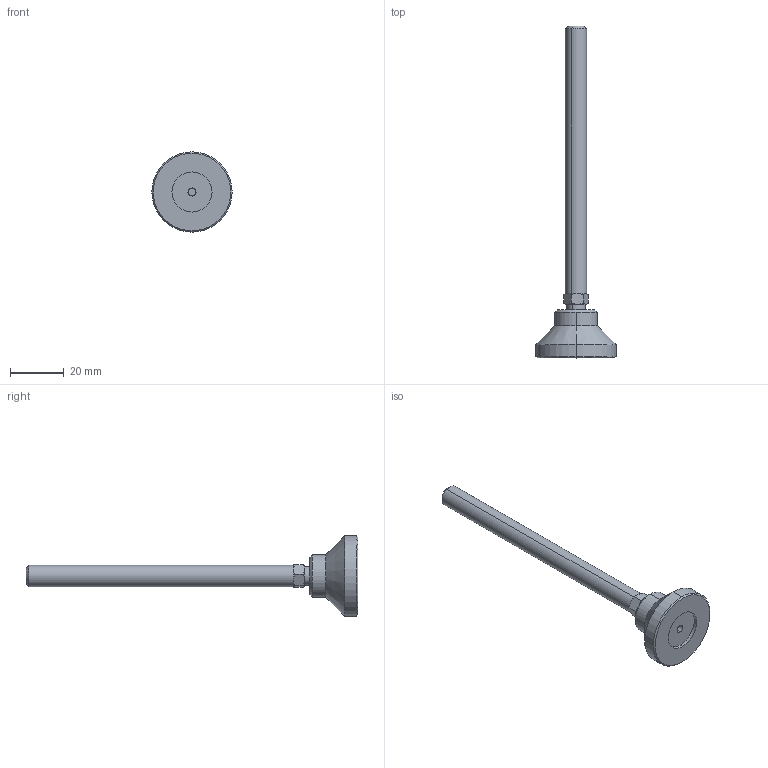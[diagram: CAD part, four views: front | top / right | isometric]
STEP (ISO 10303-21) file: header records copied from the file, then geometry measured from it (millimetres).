
FILE_DESCRIPTION (( 'STEP AP203' ), '1' );
FILE_NAME ('WDS-673-2008100.step', '2012-04-05T09:18:55', ( 'SysAdmin' ), ( 'SolidWorks' ), 'SwSTEP 2.0', 'SolidWorks 2012', '' );
FILE_SCHEMA (( 'CONFIG_CONTROL_DESIGN' ));
Length unit declared in the file: millimetre
Products named in the file (3): WDS-673-2008100; WDS-673-2008100_673-stem-1_673-20081001; WDS-673-2008100_673-pad-1_673-20082
Assembly tree (2 placements, depth 2):
  WDS-673-2008100
    WDS-673-2008100_673-pad-1_673-20082
    WDS-673-2008100_673-stem-1_673-20081001
Bounding box: 30 x 124.05 x 30 mm (x, y, z)
Volume: 12626.1 mm3; surface area: 5568.2 mm2
Topology: 2 solids, 2 shells, 58 faces, 124 edges, 73 vertices
Faces by surface type: cone 23, cylinder 18, plane 15, sphere 2
Entity records: 1894 total; most frequent: CARTESIAN_POINT 358, DIRECTION 283, ORIENTED_EDGE 240, AXIS2_PLACEMENT_3D 124, EDGE_CURVE 120, VERTEX_POINT 71, EDGE_LOOP 65, CIRCLE 61
